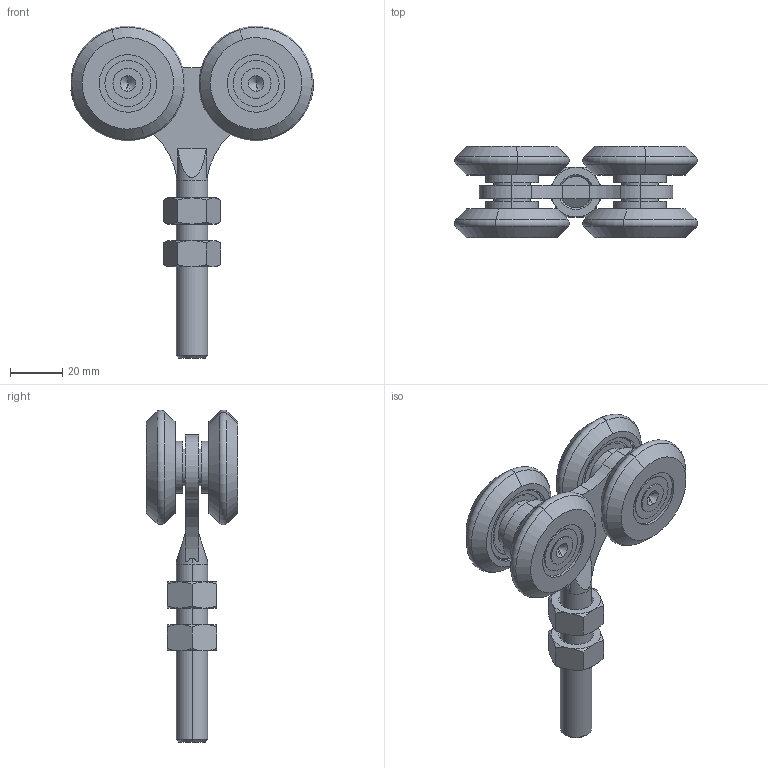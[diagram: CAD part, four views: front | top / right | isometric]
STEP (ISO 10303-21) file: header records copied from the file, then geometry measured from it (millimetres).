
FILE_DESCRIPTION (( 'STEP AP214' ), '1' );
FILE_NAME ('H_08-42x54.STEP', '2022-01-19T10:57:42', ( '' ), ( '' ), 'SwSTEP 2.0', 'SolidWorks 2019', '' );
FILE_SCHEMA (( 'AUTOMOTIVE_DESIGN' ));
Length unit declared in the file: millimetre
Products named in the file (14): MATICA DIN 934_MATICA M12; 62002RS; H-08-42x54 P3; H_08-42x54; 62002RS_6; H-07-42x54 P3; 62002RS_3; 62002RS_15; 62002RS_17; H-08-42x54 P4; H-08-42x54 P1
Assembly tree (65 placements, depth 3):
  H_08-42x54
    H-08-42x54 P1
    H-08-42x54 P3  x2
    H-08-42x54 P4  x4
    MATICA DIN 934_MATICA M12  x2
    H-07-42x54 P3  x4
    62002RS
      62002RS_3  x2
      62002RS_6  x8
      62002RS_15
      62002RS_17
    62002RS
      62002RS_3  x2
      62002RS_6  x8
      62002RS_15
      62002RS_17
    62002RS
      62002RS_3  x2
      62002RS_6  x8
      62002RS_15
      62002RS_17
    62002RS
      62002RS_3  x2
      62002RS_6  x8
      62002RS_15
      62002RS_17
Bounding box: 92.91 x 35 x 126.96 mm (x, y, z)
Volume: 72436.4 mm3; surface area: 51796.2 mm2
Topology: 61 solids, 61 shells, 460 faces, 1166 edges, 716 vertices
Faces by surface type: cylinder 168, plane 98, cone 66, torus 64, sphere 64
Entity records: 5902 total; most frequent: CARTESIAN_POINT 1055, DIRECTION 922, ORIENTED_EDGE 672, AXIS2_PLACEMENT_3D 405, EDGE_CURVE 336, VERTEX_POINT 218, CIRCLE 188, EDGE_LOOP 170
